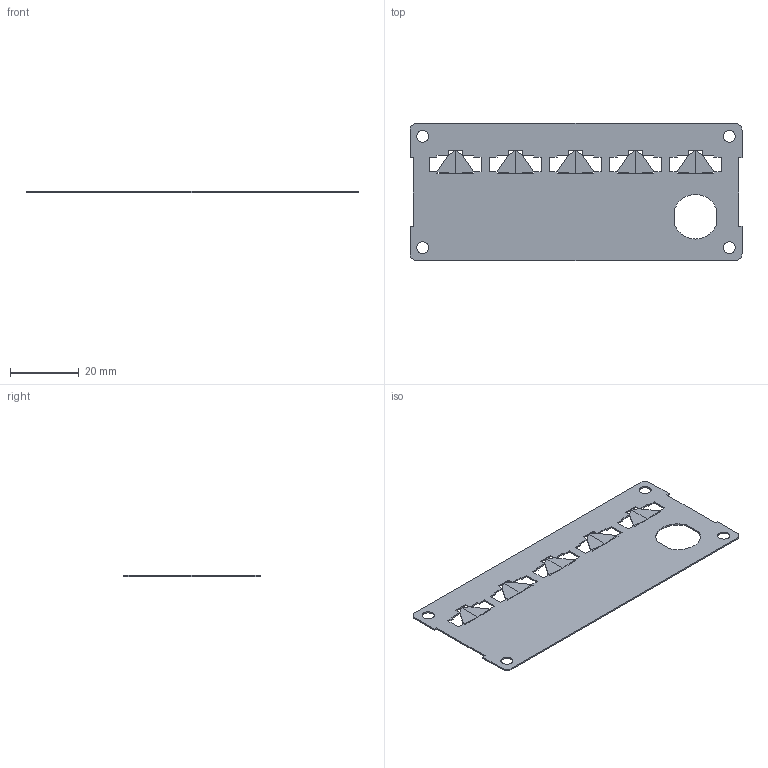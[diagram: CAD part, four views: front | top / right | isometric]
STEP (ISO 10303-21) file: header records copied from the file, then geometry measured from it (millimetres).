
FILE_DESCRIPTION(('Open CASCADE Model'),'2;1');
FILE_NAME('Open CASCADE Shape Model','2022-12-30T16:08:23',('Author'),( 'Open CASCADE'),'Open CASCADE STEP processor 7.5','Open CASCADE 7.5' ,'Unknown');
FILE_SCHEMA(('AUTOMOTIVE_DESIGN { 1 0 10303 214 1 1 1 1 }'));
Length unit declared in the file: millimetre
Products named in the file (3): PCB; Board; Open CASCADE STEP translator 7.5 10.1.1
Assembly tree (2 placements, depth 3):
  PCB
    Board
      Open CASCADE STEP translator 7.5 10.1.1
Bounding box: 96.9 x 40 x 0.41 mm (x, y, z)
Volume: 1340.4 mm3; surface area: 6781.1 mm2
Topology: 1 solids, 1 shells, 136 faces, 402 edges, 268 vertices
Faces by surface type: plane 126, cylinder 10
Full cylindrical faces by diameter (mm): 3.5 x4
Entity records: 4583 total; most frequent: CARTESIAN_POINT 809, ORIENTED_EDGE 804, DIRECTION 700, EDGE_CURVE 402, LINE 382, VECTOR 382, VERTEX_POINT 268, FACE_BOUND 166
